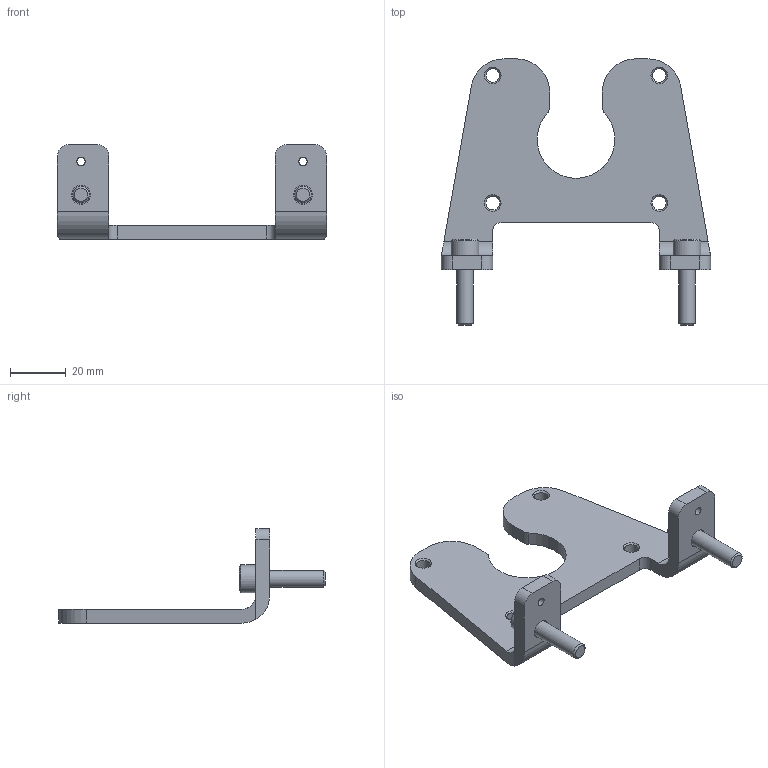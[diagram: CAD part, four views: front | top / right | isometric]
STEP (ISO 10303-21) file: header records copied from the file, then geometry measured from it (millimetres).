
FILE_DESCRIPTION(/* description */ ('STEP AP214'),/* implementation_level */ '2;1');
FILE_NAME(/* name */ '30925_HSR-25-FW',/* time_stamp */ '2024-08-29T12:28:55+02:00',/* author */ ('License CC BY-ND 4.0'),/* organization */ ('CADENAS'),/* preprocessor_version */ 'ST-DEVELOPER v19.3',/* originating_system */ 'PARTsolutions',/* authorisation */ ' ');
FILE_SCHEMA (('AUTOMOTIVE_DESIGN {1 0 10303 214 3 1 1}'));
Length unit declared in the file: millimetre
Products named in the file (3): 30925 HSR-25-FW; 30925 HSR-25-FW-p; DIN-912 - M6x25(F)
Assembly tree (3 placements, depth 2):
  30925 HSR-25-FW
    30925 HSR-25-FW-p
    DIN-912 - M6x25(F)  x2
Bounding box: 97 x 96 x 34 mm (x, y, z)
Volume: 28261.8 mm3; surface area: 15306.6 mm2
Topology: 3 solids, 3 shells, 108 faces, 246 edges, 146 vertices
Faces by surface type: plane 49, cone 30, cylinder 29
Full cylindrical faces by diameter (mm): 3 x2, 4.917 x4, 6 x2, 6.8 x2, 10 x2
Entity records: 2320 total; most frequent: DIRECTION 410, CARTESIAN_POINT 393, ORIENTED_EDGE 336, EDGE_CURVE 168, AXIS2_PLACEMENT_3D 164, FACE_BOUND 121, EDGE_LOOP 120, VERTEX_POINT 117
